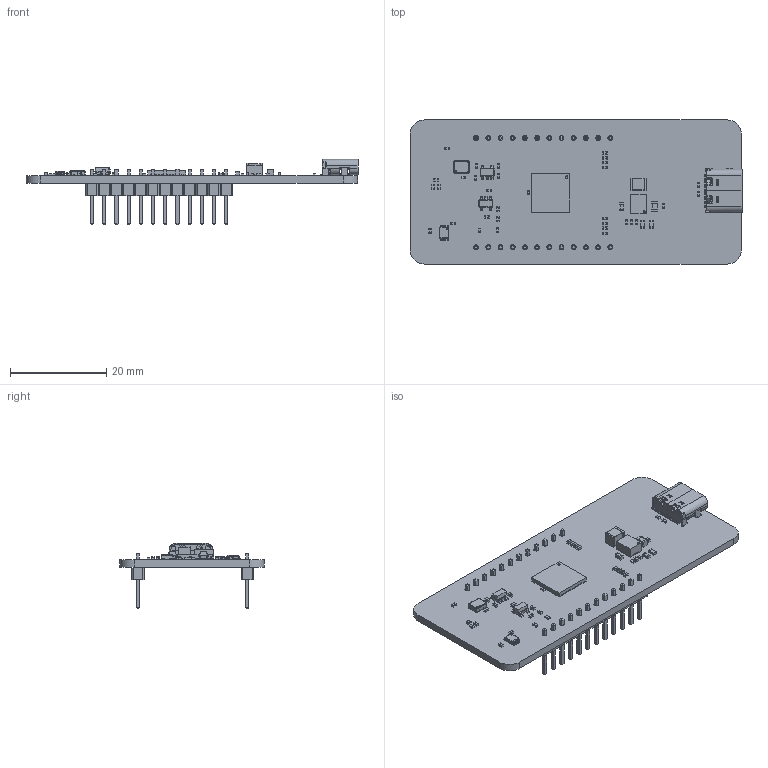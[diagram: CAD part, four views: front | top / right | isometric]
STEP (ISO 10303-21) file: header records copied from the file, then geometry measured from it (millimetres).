
FILE_DESCRIPTION(('KiCad electronic assembly'),'2;1');
FILE_NAME('NerdNOS.step','2024-04-12T23:24:41',('Pcbnew'),('Kicad'), 'Open CASCADE STEP processor 7.7','KiCad to STEP converter','Unknown' );
FILE_SCHEMA(('AUTOMOTIVE_DESIGN { 1 0 10303 214 1 1 1 1 }'));
Length unit declared in the file: millimetre
Products named in the file (28): NerdNOS 1; SOT-23-5; SOT_23_5; R_0402_1005Metric; C_0402_1005Metric; TPSM863257RDXR--3DModel-STEP-510211; TPSM863257RDXR; USB_C_Receptacle_GCT_USB4105-xx-A_16P_TopMnt_Horizontal; USB_C_Receptacle_16P_TopMnt_Horizontal_GCT_USB4105-xx-A; oscillator3.2x2.5; ECS-327KE; C_1210_3225Metric; R_0603_1608Metric; QFN-44-1EP_8x8mm_P0.65mm_EP6.6x6.6mm; QFN-44-1EP_8x8mm_Pitch0.65mm; TXU0202DCUR; NerdNOS 1.32.1; C_0805_2012Metric; C_0603_1608Metric; PinHeader_1x12_P2.54mm_Vertical; PinHeader_1x12_P254mm_Vertical; NerdNOS_PCB
Assembly tree (60 placements, depth 3):
  NerdNOS 1
    SOT-23-5  x2
      SOT_23_5
    R_0402_1005Metric  x11
      R_0402_1005Metric
    C_0402_1005Metric  x21
      C_0402_1005Metric
    TPSM863257RDXR--3DModel-STEP-510211
      TPSM863257RDXR
    USB_C_Receptacle_GCT_USB4105-xx-A_16P_TopMnt_Horizontal
      USB_C_Receptacle_16P_TopMnt_Horizontal_GCT_USB4105-xx-A
    oscillator3.2x2.5
      ECS-327KE
    C_1210_3225Metric
      C_1210_3225Metric
    R_0603_1608Metric  x2
      R_0603_1608Metric
    QFN-44-1EP_8x8mm_P0.65mm_EP6.6x6.6mm
      QFN-44-1EP_8x8mm_Pitch0.65mm
    TXU0202DCUR
      NerdNOS 1.32.1
    C_0805_2012Metric
      C_0805_2012Metric
    C_0603_1608Metric
      C_0603_1608Metric
    PinHeader_1x12_P2.54mm_Vertical  x2
      PinHeader_1x12_P254mm_Vertical
    NerdNOS_PCB
Bounding box: 69.1 x 30 x 13.55 mm (x, y, z)
Volume: 4001.1 mm3; surface area: 6802.4 mm2
Topology: 107 solids, 107 shells, 3325 faces, 8546 edges, 5520 vertices
Faces by surface type: plane 2486, cylinder 765, bspline 58, cone 8, sphere 8
Full cylindrical faces by diameter (mm): 0.5 x3, 0.65 x2, 1 x24
Entity records: 74010 total; most frequent: CARTESIAN_POINT 11215, ORIENTED_EDGE 10742, DIRECTION 10375, EDGE_CURVE 5371, LINE 4491, VECTOR 4491, VERTEX_POINT 3470, AXIS2_PLACEMENT_3D 2942
